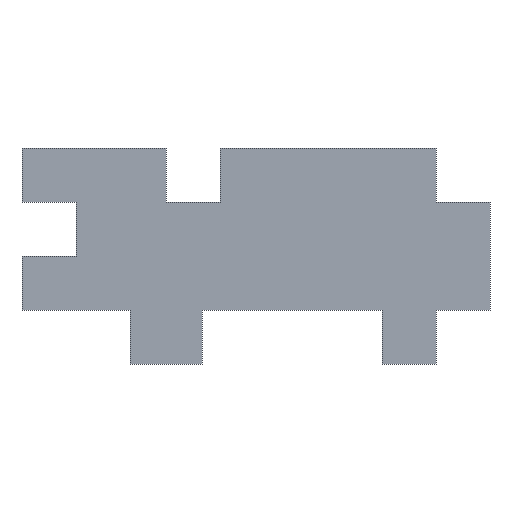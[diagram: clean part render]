
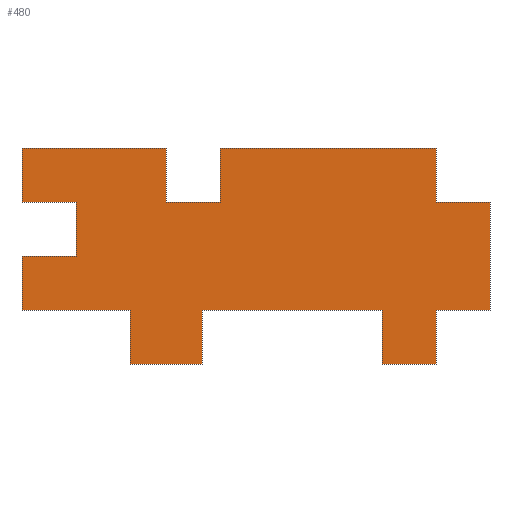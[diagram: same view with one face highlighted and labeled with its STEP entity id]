
A CAD part, front view. The second image highlights one B-rep face of the part: STEP entity #480.
In plain terms, the highlighted planar face has unit normal (0, -1, 0).
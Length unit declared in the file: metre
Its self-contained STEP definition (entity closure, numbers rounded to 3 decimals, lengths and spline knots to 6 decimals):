
#100=ORIENTED_EDGE('',*,*,#146,.F.);
#101=ORIENTED_EDGE('',*,*,#150,.T.);
#102=ORIENTED_EDGE('',*,*,#153,.F.);
#103=ORIENTED_EDGE('',*,*,#156,.F.);
#104=ORIENTED_EDGE('',*,*,#159,.F.);
#105=ORIENTED_EDGE('',*,*,#162,.F.);
#106=ORIENTED_EDGE('',*,*,#165,.T.);
#107=ORIENTED_EDGE('',*,*,#168,.T.);
#108=ORIENTED_EDGE('',*,*,#171,.F.);
#109=ORIENTED_EDGE('',*,*,#174,.F.);
#110=ORIENTED_EDGE('',*,*,#177,.T.);
#111=ORIENTED_EDGE('',*,*,#180,.F.);
#112=ORIENTED_EDGE('',*,*,#183,.T.);
#113=ORIENTED_EDGE('',*,*,#186,.T.);
#114=ORIENTED_EDGE('',*,*,#189,.T.);
#115=ORIENTED_EDGE('',*,*,#192,.F.);
#116=ORIENTED_EDGE('',*,*,#195,.T.);
#117=ORIENTED_EDGE('',*,*,#198,.T.);
#118=ORIENTED_EDGE('',*,*,#201,.T.);
#119=ORIENTED_EDGE('',*,*,#204,.T.);
#120=ORIENTED_EDGE('',*,*,#207,.F.);
#121=ORIENTED_EDGE('',*,*,#209,.F.);
#146=EDGE_CURVE('',#212,#213,#256,.T.);
#150=EDGE_CURVE('',#212,#215,#260,.T.);
#153=EDGE_CURVE('',#217,#215,#263,.T.);
#156=EDGE_CURVE('',#219,#217,#266,.T.);
#159=EDGE_CURVE('',#221,#219,#269,.T.);
#162=EDGE_CURVE('',#223,#221,#272,.T.);
#165=EDGE_CURVE('',#223,#225,#275,.T.);
#168=EDGE_CURVE('',#225,#227,#278,.T.);
#171=EDGE_CURVE('',#229,#227,#281,.T.);
#174=EDGE_CURVE('',#231,#229,#284,.T.);
#177=EDGE_CURVE('',#231,#233,#287,.T.);
#180=EDGE_CURVE('',#235,#233,#290,.T.);
#183=EDGE_CURVE('',#235,#237,#293,.T.);
#186=EDGE_CURVE('',#237,#239,#296,.T.);
#189=EDGE_CURVE('',#239,#241,#299,.T.);
#192=EDGE_CURVE('',#243,#241,#302,.T.);
#195=EDGE_CURVE('',#243,#245,#305,.T.);
#198=EDGE_CURVE('',#245,#247,#308,.T.);
#201=EDGE_CURVE('',#247,#249,#311,.T.);
#204=EDGE_CURVE('',#249,#251,#314,.T.);
#207=EDGE_CURVE('',#253,#251,#317,.T.);
#209=EDGE_CURVE('',#213,#253,#319,.T.);
#212=VERTEX_POINT('',#641);
#213=VERTEX_POINT('',#643);
#215=VERTEX_POINT('',#649);
#217=VERTEX_POINT('',#655);
#219=VERTEX_POINT('',#661);
#221=VERTEX_POINT('',#667);
#223=VERTEX_POINT('',#673);
#225=VERTEX_POINT('',#679);
#227=VERTEX_POINT('',#685);
#229=VERTEX_POINT('',#691);
#231=VERTEX_POINT('',#697);
#233=VERTEX_POINT('',#703);
#235=VERTEX_POINT('',#709);
#237=VERTEX_POINT('',#715);
#239=VERTEX_POINT('',#721);
#241=VERTEX_POINT('',#727);
#243=VERTEX_POINT('',#733);
#245=VERTEX_POINT('',#739);
#247=VERTEX_POINT('',#745);
#249=VERTEX_POINT('',#751);
#251=VERTEX_POINT('',#757);
#253=VERTEX_POINT('',#763);
#256=LINE('',#642,#322);
#260=LINE('',#650,#326);
#263=LINE('',#656,#329);
#266=LINE('',#662,#332);
#269=LINE('',#668,#335);
#272=LINE('',#674,#338);
#275=LINE('',#680,#341);
#278=LINE('',#686,#344);
#281=LINE('',#692,#347);
#284=LINE('',#698,#350);
#287=LINE('',#704,#353);
#290=LINE('',#710,#356);
#293=LINE('',#716,#359);
#296=LINE('',#722,#362);
#299=LINE('',#728,#365);
#302=LINE('',#734,#368);
#305=LINE('',#740,#371);
#308=LINE('',#746,#374);
#311=LINE('',#752,#377);
#314=LINE('',#758,#380);
#317=LINE('',#764,#383);
#319=LINE('',#767,#385);
#322=VECTOR('',#525,1.);
#326=VECTOR('',#531,1.);
#329=VECTOR('',#536,1.);
#332=VECTOR('',#541,1.);
#335=VECTOR('',#546,1.);
#338=VECTOR('',#551,1.);
#341=VECTOR('',#556,1.);
#344=VECTOR('',#561,1.);
#347=VECTOR('',#566,1.);
#350=VECTOR('',#571,1.);
#353=VECTOR('',#576,1.);
#356=VECTOR('',#581,1.);
#359=VECTOR('',#586,1.);
#362=VECTOR('',#591,1.);
#365=VECTOR('',#596,1.);
#368=VECTOR('',#601,1.);
#371=VECTOR('',#606,1.);
#374=VECTOR('',#611,1.);
#377=VECTOR('',#616,1.);
#380=VECTOR('',#621,1.);
#383=VECTOR('',#626,1.);
#385=VECTOR('',#630,1.);
#408=EDGE_LOOP('',(#100,#101,#102,#103,#104,#105,#106,#107,#108,#109,#110,
#111,#112,#113,#114,#115,#116,#117,#118,#119,#120,#121));
#432=FACE_BOUND('',#408,.T.);
#456=PLANE('',#517);
#480=ADVANCED_FACE('',(#432),#456,.T.);
#517=AXIS2_PLACEMENT_3D('',#768,#631,#632);
#525=DIRECTION('',(1.,0.,0.));
#531=DIRECTION('',(0.,0.,-1.));
#536=DIRECTION('',(1.,0.,0.));
#541=DIRECTION('',(0.,0.,-1.));
#546=DIRECTION('',(1.,0.,0.));
#551=DIRECTION('',(0.,0.,1.));
#556=DIRECTION('',(1.,0.,0.));
#561=DIRECTION('',(0.,0.,-1.));
#566=DIRECTION('',(1.,0.,0.));
#571=DIRECTION('',(0.,0.,1.));
#576=DIRECTION('',(1.,0.,0.));
#581=DIRECTION('',(0.,0.,1.));
#586=DIRECTION('',(1.,0.,0.));
#591=DIRECTION('',(0.,0.,1.));
#596=DIRECTION('',(1.,0.,0.));
#601=DIRECTION('',(0.,0.,1.));
#606=DIRECTION('',(1.,0.,0.));
#611=DIRECTION('',(0.,0.,1.));
#616=DIRECTION('',(1.,0.,0.));
#621=DIRECTION('',(0.,0.,1.));
#626=DIRECTION('',(1.,0.,0.));
#630=DIRECTION('',(0.,0.,-1.));
#631=DIRECTION('',(0.,-1.,0.));
#632=DIRECTION('',(1.,0.,0.));
#641=CARTESIAN_POINT('',(0.055,-0.015,0.06));
#642=CARTESIAN_POINT('',(0.085,-0.015,0.06));
#643=CARTESIAN_POINT('',(0.115,-0.015,0.06));
#649=CARTESIAN_POINT('',(0.055,-0.015,0.045));
#650=CARTESIAN_POINT('',(0.055,-0.015,0.0525));
#655=CARTESIAN_POINT('',(0.04,-0.015,0.045));
#656=CARTESIAN_POINT('',(0.0475,-0.015,0.045));
#661=CARTESIAN_POINT('',(0.04,-0.015,0.06));
#662=CARTESIAN_POINT('',(0.04,-0.015,0.0525));
#667=CARTESIAN_POINT('',(0.,-0.015,0.06));
#668=CARTESIAN_POINT('',(0.02,-0.015,0.06));
#673=CARTESIAN_POINT('',(0.,-0.015,0.045));
#674=CARTESIAN_POINT('',(0.,-0.015,0.0525));
#679=CARTESIAN_POINT('',(0.015,-0.015,0.045));
#680=CARTESIAN_POINT('',(0.0075,-0.015,0.045));
#685=CARTESIAN_POINT('',(0.015,-0.015,0.03));
#686=CARTESIAN_POINT('',(0.015,-0.015,0.0375));
#691=CARTESIAN_POINT('',(0.,-0.015,0.03));
#692=CARTESIAN_POINT('',(0.0075,-0.015,0.03));
#697=CARTESIAN_POINT('',(0.,-0.015,0.015));
#698=CARTESIAN_POINT('',(0.,-0.015,0.0225));
#703=CARTESIAN_POINT('',(0.03,-0.015,0.015));
#704=CARTESIAN_POINT('',(0.015,-0.015,0.015));
#709=CARTESIAN_POINT('',(0.03,-0.015,0.));
#710=CARTESIAN_POINT('',(0.03,-0.015,0.0075));
#715=CARTESIAN_POINT('',(0.05,-0.015,0.));
#716=CARTESIAN_POINT('',(0.04,-0.015,0.));
#721=CARTESIAN_POINT('',(0.05,-0.015,0.015));
#722=CARTESIAN_POINT('',(0.05,-0.015,0.0075));
#727=CARTESIAN_POINT('',(0.1,-0.015,0.015));
#728=CARTESIAN_POINT('',(0.075,-0.015,0.015));
#733=CARTESIAN_POINT('',(0.1,-0.015,0.));
#734=CARTESIAN_POINT('',(0.1,-0.015,0.0075));
#739=CARTESIAN_POINT('',(0.115,-0.015,0.));
#740=CARTESIAN_POINT('',(0.1075,-0.015,0.));
#745=CARTESIAN_POINT('',(0.115,-0.015,0.015));
#746=CARTESIAN_POINT('',(0.115,-0.015,0.0075));
#751=CARTESIAN_POINT('',(0.13,-0.015,0.015));
#752=CARTESIAN_POINT('',(0.1225,-0.015,0.015));
#757=CARTESIAN_POINT('',(0.13,-0.015,0.045));
#758=CARTESIAN_POINT('',(0.13,-0.015,0.03));
#763=CARTESIAN_POINT('',(0.115,-0.015,0.045));
#764=CARTESIAN_POINT('',(0.1225,-0.015,0.045));
#767=CARTESIAN_POINT('',(0.115,-0.015,0.0525));
#768=CARTESIAN_POINT('',(0.065,-0.015,0.03));
